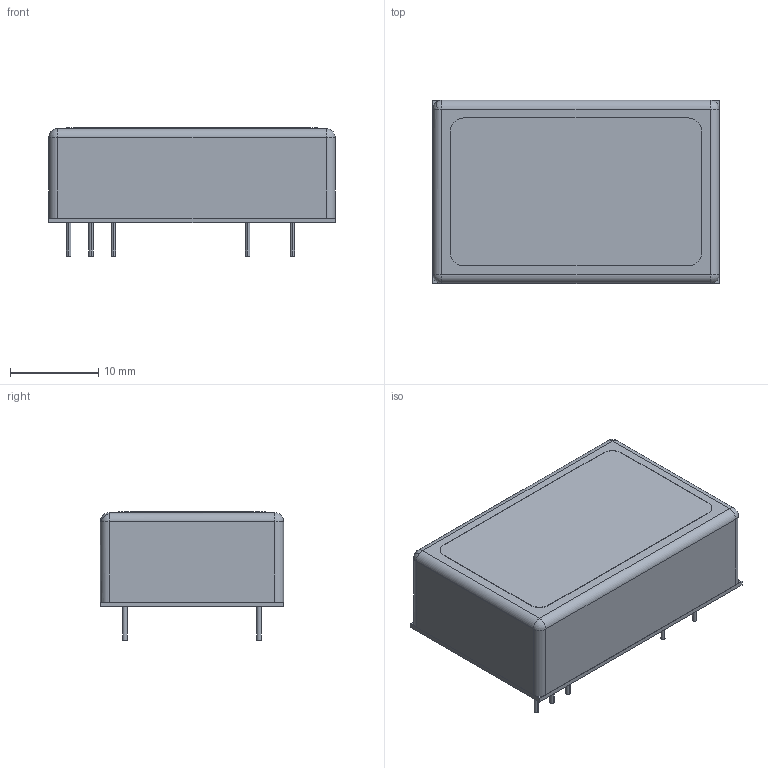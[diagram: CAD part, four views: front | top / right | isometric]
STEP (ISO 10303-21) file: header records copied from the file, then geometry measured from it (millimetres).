
FILE_DESCRIPTION((''),'2;1');
FILE_NAME('DCDC-TRACO_TEN8.stp','2012-08-15T16:40:33',(''),(''),'Mechanical Desktop 2011','Mechanical Desktop 2011',', , ');
FILE_SCHEMA(('AUTOMOTIVE_DESIGN { 1 2 10303 214 1 1 1 1 }'));
Length unit declared in the file: millimetre
Products named in the file (1): Product
Bounding box: 32.5 x 20.8 x 14.55 mm (x, y, z)
Volume: 7199 mm3; surface area: 4790.1 mm2
Topology: 12 solids, 12 shells, 71 faces, 132 edges, 83 vertices
Faces by surface type: plane 36, cylinder 30, sphere 5
Entity records: 1808 total; most frequent: DIRECTION 338, CARTESIAN_POINT 285, ORIENTED_EDGE 260, AXIS2_PLACEMENT_3D 136, EDGE_CURVE 130, VERTEX_POINT 83, EDGE_LOOP 71, FACE_OUTER_BOUND 71
